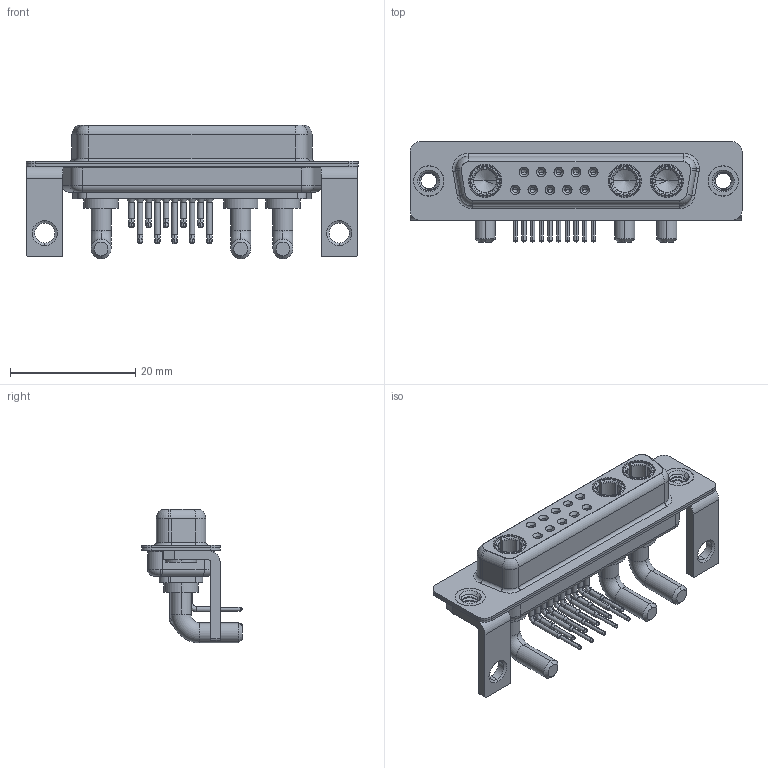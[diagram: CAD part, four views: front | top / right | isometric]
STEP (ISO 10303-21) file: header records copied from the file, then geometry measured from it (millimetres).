
FILE_DESCRIPTION (( 'STEP AP203' ), '1' );
FILE_NAME ('630-13W3240-3NC.STEP', '2022-06-01T12:34:29', ( '' ), ( '' ), 'SwSTEP 2.0', 'SolidWorks 2020', '' );
FILE_SCHEMA (( 'CONFIG_CONTROL_DESIGN' ));
Length unit declared in the file: millimetre
Products named in the file (9): 630Combo Housing_13W3; 630-13W3240-3NC; 630Combo Threaded Rivet_B; 630Combo Shell Front_25 Contacts; 630Combo Shell Rear_25 Contacts; 630Combo Contact Row 1; 630Combo Contact Row 2; Power Socket_30A RA; 630Combo Stabilizer Bracket
Assembly tree (20 placements, depth 2):
  630-13W3240-3NC
    630Combo Housing_13W3
    630Combo Shell Front_25 Contacts
    630Combo Shell Rear_25 Contacts
    630Combo Threaded Rivet_B  x2
    630Combo Stabilizer Bracket  x2
    Power Socket_30A RA  x3
    630Combo Contact Row 1  x5
    630Combo Contact Row 2  x5
Bounding box: 53.05 x 16 x 21.4 mm (x, y, z)
Volume: 4371.1 mm3; surface area: 9661.9 mm2
Topology: 23 solids, 23 shells, 1081 faces, 2753 edges, 1742 vertices
Faces by surface type: cylinder 460, plane 324, cone 173, torus 75, bspline 49
Entity records: 19760 total; most frequent: CARTESIAN_POINT 4816, DIRECTION 3088, ORIENTED_EDGE 2732, EDGE_CURVE 1366, AXIS2_PLACEMENT_3D 1269, VERTEX_POINT 871, CIRCLE 695, EDGE_LOOP 657
